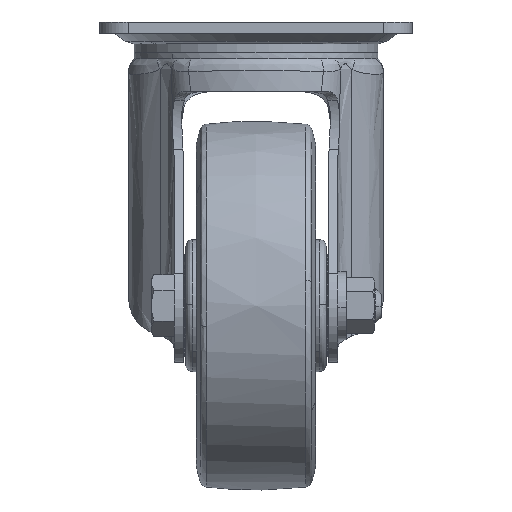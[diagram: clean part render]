
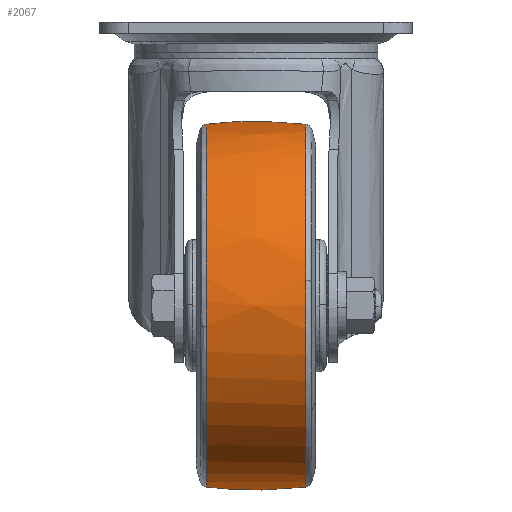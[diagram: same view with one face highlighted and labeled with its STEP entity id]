
A CAD part, left-side view. The second image highlights one B-rep face of the part: STEP entity #2067.
In plain terms, the highlighted free-form (B-spline) face has degree [2, 2] with [5, 7] control points.
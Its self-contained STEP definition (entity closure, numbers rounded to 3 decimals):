
#1760=CARTESIAN_POINT('',(-103.558,17.579,-107.219));
#1761=VERTEX_POINT('',#1760);
#1775=CARTESIAN_POINT('',(-40.0,17.579,-36.034));
#1776=VERTEX_POINT('',#1775);
#1777=CARTESIAN_POINT('',(-40.0,17.579,-36.034));
#1778=CARTESIAN_POINT('',(-103.966,17.579,-36.034));
#1779=CARTESIAN_POINT('',(-103.966,17.579,-100.));
#1780=CARTESIAN_POINT('',(-103.966,17.579,-103.621));
#1781=CARTESIAN_POINT('',(-103.558,17.579,-107.219));
#1789=(BOUNDED_CURVE()B_SPLINE_CURVE(2,(#1777,#1778,#1779,#1780,#1781),.UNSPECIFIED.,.F.,.U.)B_SPLINE_CURVE_WITH_KNOTS((3,2,3),(0.5,0.75,0.77),.UNSPECIFIED.)CURVE()GEOMETRIC_REPRESENTATION_ITEM()RATIONAL_B_SPLINE_CURVE((1.0,0.707,1.0,0.977,0.958))REPRESENTATION_ITEM(''));
#1790=EDGE_CURVE('',#1776,#1761,#1789,.T.);
#1855=CARTESIAN_POINT('',(-40.0,17.579,-163.966));
#1856=VERTEX_POINT('',#1855);
#1872=CARTESIAN_POINT('',(-103.558,17.579,-107.219));
#1873=CARTESIAN_POINT('',(-97.112,17.579,-163.966));
#1874=CARTESIAN_POINT('',(-40.0,17.579,-163.966));
#1882=(BOUNDED_CURVE()B_SPLINE_CURVE(2,(#1872,#1873,#1874),.UNSPECIFIED.,.F.,.U.)B_SPLINE_CURVE_WITH_KNOTS((3,3),(0.77,1.0),.UNSPECIFIED.)CURVE()GEOMETRIC_REPRESENTATION_ITEM()RATIONAL_B_SPLINE_CURVE((0.958,0.73,1.0))REPRESENTATION_ITEM(''));
#1883=EDGE_CURVE('',#1761,#1856,#1882,.T.);
#1933=CARTESIAN_POINT('',(-40.0,-17.579,-163.966));
#1934=VERTEX_POINT('',#1933);
#1935=CARTESIAN_POINT('',(-40.0,-17.579,-163.966));
#1936=CARTESIAN_POINT('',(-40.0,-11.2,-164.719));
#1937=CARTESIAN_POINT('',(-40.0,0.554,-165.345));
#1938=CARTESIAN_POINT('',(-40.0,12.293,-164.59));
#1939=CARTESIAN_POINT('',(-40.0,17.579,-163.966));
#1940=B_SPLINE_CURVE_WITH_KNOTS('',3,(#1935,#1936,#1937,#1938,#1939),.UNSPECIFIED.,.F.,.U.,(4,1,4),(0.,19.272,35.24),.UNSPECIFIED.);
#1941=EDGE_CURVE('',#1934,#1856,#1940,.T.);
#1945=CARTESIAN_POINT('',(-40.0,-17.579,-36.034));
#1946=VERTEX_POINT('',#1945);
#1947=CARTESIAN_POINT('',(-40.0,-17.579,-36.034));
#1948=CARTESIAN_POINT('',(-40.0,-11.929,-35.367));
#1949=CARTESIAN_POINT('',(-40.0,-0.185,-34.655));
#1950=CARTESIAN_POINT('',(-40.0,11.564,-35.324));
#1951=CARTESIAN_POINT('',(-40.0,17.579,-36.034));
#1952=B_SPLINE_CURVE_WITH_KNOTS('',3,(#1947,#1948,#1949,#1950,#1951),.UNSPECIFIED.,.F.,.U.,(4,1,4),(0.,17.069,35.24),.UNSPECIFIED.);
#1953=EDGE_CURVE('',#1946,#1776,#1952,.T.);
#1988=CARTESIAN_POINT('',(-38.218,-19.35,-36.253));
#1989=CARTESIAN_POINT('',(-38.183,-9.715,-35.));
#1990=CARTESIAN_POINT('',(-38.183,0.,-35.));
#1991=CARTESIAN_POINT('',(-38.183,9.715,-35.));
#1992=CARTESIAN_POINT('',(-38.218,19.349,-36.253));
#1993=CARTESIAN_POINT('',(-39.104,-19.35,-36.253));
#1994=CARTESIAN_POINT('',(-39.086,-9.715,-35.));
#1995=CARTESIAN_POINT('',(-39.086,0.,-35.));
#1996=CARTESIAN_POINT('',(-39.086,9.715,-35.));
#1997=CARTESIAN_POINT('',(-39.104,19.349,-36.253));
#1998=CARTESIAN_POINT('',(-103.747,-19.35,-36.253));
#1999=CARTESIAN_POINT('',(-105.,-9.715,-35.));
#2000=CARTESIAN_POINT('',(-105.,0.,-35.));
#2001=CARTESIAN_POINT('',(-105.,9.715,-35.));
#2002=CARTESIAN_POINT('',(-103.747,19.349,-36.253));
#2003=CARTESIAN_POINT('',(-103.747,-19.35,-100.0));
#2004=CARTESIAN_POINT('',(-105.,-9.715,-100.0));
#2005=CARTESIAN_POINT('',(-105.,0.,-100.0));
#2006=CARTESIAN_POINT('',(-105.,9.715,-100.));
#2007=CARTESIAN_POINT('',(-103.747,19.349,-100.));
#2008=CARTESIAN_POINT('',(-103.747,-19.35,-163.747));
#2009=CARTESIAN_POINT('',(-105.,-9.715,-165.));
#2010=CARTESIAN_POINT('',(-105.,0.,-165.));
#2011=CARTESIAN_POINT('',(-105.,9.715,-165.));
#2012=CARTESIAN_POINT('',(-103.747,19.349,-163.747));
#2013=CARTESIAN_POINT('',(-39.104,-19.35,-163.747));
#2014=CARTESIAN_POINT('',(-39.086,-9.715,-165.));
#2015=CARTESIAN_POINT('',(-39.086,0.,-165.));
#2016=CARTESIAN_POINT('',(-39.086,9.715,-165.));
#2017=CARTESIAN_POINT('',(-39.104,19.349,-163.747));
#2018=CARTESIAN_POINT('',(-38.218,-19.35,-163.747));
#2019=CARTESIAN_POINT('',(-38.183,-9.715,-165.));
#2020=CARTESIAN_POINT('',(-38.183,0.,-165.));
#2021=CARTESIAN_POINT('',(-38.183,9.715,-165.));
#2022=CARTESIAN_POINT('',(-38.218,19.349,-163.747));
#2030=(BOUNDED_SURFACE()B_SPLINE_SURFACE(2,2,((#1988,#1993,#1998,#2003,#2008,#2013,#2018),(#1989,#1994,#1999,#2004,#2009,#2014,#2019),(#1990,#1995,#2000,#2005,#2010,#2015,#2020),(#1991,#1996,#2001,#2006,#2011,#2016,#2021),(#1992,#1997,#2002,#2007,#2012,#2017,#2022)),.UNSPECIFIED.,.F.,.F.,.U.)B_SPLINE_SURFACE_WITH_KNOTS((3,2,3),(3,1,2,1,3),(0.0,19.659,39.318),(0.0,2.154,109.849,217.545,219.699),.UNSPECIFIED.)GEOMETRIC_REPRESENTATION_ITEM()RATIONAL_B_SPLINE_SURFACE(((0.984,0.979,0.688,0.973,0.688,0.979,0.984),(0.996,0.99,0.696,0.984,0.696,0.99,0.996),(1.012,1.006,0.707,1.0,0.707,1.006,1.012),(0.996,0.99,0.696,0.984,0.696,0.99,0.996),(0.984,0.979,0.688,0.973,0.688,0.979,0.984)))REPRESENTATION_ITEM('')SURFACE());
#2031=ORIENTED_EDGE('',*,*,#1941,.F.);
#2032=CARTESIAN_POINT('',(-103.356,-17.579,-91.186));
#2033=VERTEX_POINT('',#2032);
#2034=CARTESIAN_POINT('',(-103.356,-17.579,-91.186));
#2035=CARTESIAN_POINT('',(-103.966,-17.579,-95.572));
#2036=CARTESIAN_POINT('',(-103.966,-17.579,-100.));
#2037=CARTESIAN_POINT('',(-103.966,-17.579,-163.966));
#2038=CARTESIAN_POINT('',(-40.0,-17.579,-163.966));
#2046=(BOUNDED_CURVE()B_SPLINE_CURVE(2,(#2034,#2035,#2036,#2037,#2038),.UNSPECIFIED.,.F.,.U.)B_SPLINE_CURVE_WITH_KNOTS((3,2,3),(0.726,0.75,1.0),.UNSPECIFIED.)CURVE()GEOMETRIC_REPRESENTATION_ITEM()RATIONAL_B_SPLINE_CURVE((0.95,0.972,1.0,0.707,1.0))REPRESENTATION_ITEM(''));
#2047=EDGE_CURVE('',#2033,#1934,#2046,.T.);
#2048=ORIENTED_EDGE('',*,*,#2047,.F.);
#2049=CARTESIAN_POINT('',(-40.0,-17.579,-36.034));
#2050=CARTESIAN_POINT('',(-95.684,-17.579,-36.034));
#2051=CARTESIAN_POINT('',(-103.356,-17.579,-91.186));
#2059=(BOUNDED_CURVE()B_SPLINE_CURVE(2,(#2049,#2050,#2051),.UNSPECIFIED.,.F.,.U.)B_SPLINE_CURVE_WITH_KNOTS((3,3),(0.5,0.726),.UNSPECIFIED.)CURVE()GEOMETRIC_REPRESENTATION_ITEM()RATIONAL_B_SPLINE_CURVE((1.0,0.735,0.95))REPRESENTATION_ITEM(''));
#2060=EDGE_CURVE('',#1946,#2033,#2059,.T.);
#2061=ORIENTED_EDGE('',*,*,#2060,.F.);
#2062=ORIENTED_EDGE('',*,*,#1953,.T.);
#2063=ORIENTED_EDGE('',*,*,#1790,.T.);
#2064=ORIENTED_EDGE('',*,*,#1883,.T.);
#2065=EDGE_LOOP('',(#2031,#2048,#2061,#2062,#2063,#2064));
#2066=FACE_OUTER_BOUND('',#2065,.T.);
#2067=ADVANCED_FACE('',(#2066),#2030,.T.);
